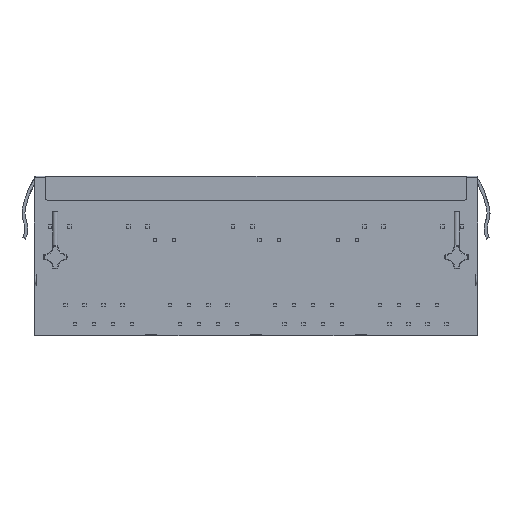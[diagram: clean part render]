
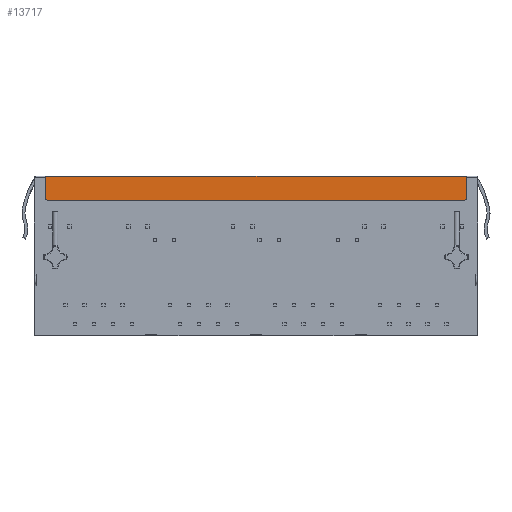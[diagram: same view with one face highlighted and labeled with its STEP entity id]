
A CAD part, front view. The second image highlights one B-rep face of the part: STEP entity #13717.
In plain terms, the highlighted planar face has unit normal (0, -1, 0).
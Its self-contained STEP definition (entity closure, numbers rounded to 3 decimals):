
#883 = CARTESIAN_POINT ( 'NONE',  ( 28., -6.895, 21.1 ) ) ;
#1266 = EDGE_CURVE ( 'NONE', #23125, #11644, #36404, .T. ) ;
#1715 = PLANE ( 'NONE',  #18156 ) ;
#3481 = ORIENTED_EDGE ( 'NONE', *, *, #18586, .T. ) ;
#4701 = DIRECTION ( 'NONE',  ( 1., 0., 0. ) ) ;
#5193 = CARTESIAN_POINT ( 'NONE',  ( 28., -6.895, 18.1 ) ) ;
#5277 = CARTESIAN_POINT ( 'NONE',  ( -28., -6.895, 21.1 ) ) ;
#5284 = DIRECTION ( 'NONE',  ( 0., 1., 0. ) ) ;
#5295 = EDGE_CURVE ( 'NONE', #31790, #23125, #19647, .T. ) ;
#5550 = EDGE_CURVE ( 'NONE', #22013, #31790, #18633, .T. ) ;
#6233 = AXIS2_PLACEMENT_3D ( 'NONE', #14614, #13698, #19666 ) ;
#6644 = CIRCLE ( 'NONE', #18751, 0.2 ) ;
#6912 = CARTESIAN_POINT ( 'NONE',  ( 28., -6.895, 21.1 ) ) ;
#10118 = VECTOR ( 'NONE', #17448, 1000. ) ;
#11644 = VERTEX_POINT ( 'NONE', #16377 ) ;
#11855 = ORIENTED_EDGE ( 'NONE', *, *, #5295, .T. ) ;
#12122 = ORIENTED_EDGE ( 'NONE', *, *, #1266, .T. ) ;
#12322 = DIRECTION ( 'NONE',  ( 0., -1., 0. ) ) ;
#13669 = VERTEX_POINT ( 'NONE', #32628 ) ;
#13698 = DIRECTION ( 'NONE',  ( 0., -1., 0. ) ) ;
#13717 = ADVANCED_FACE ( 'NONE', ( #22850 ), #1715, .F. ) ;
#14614 = CARTESIAN_POINT ( 'NONE',  ( -27.8, -6.895, 18.1 ) ) ;
#15083 = EDGE_CURVE ( 'NONE', #17568, #13669, #24641, .T. ) ;
#16377 = CARTESIAN_POINT ( 'NONE',  ( -28., -6.895, 18.1 ) ) ;
#17448 = DIRECTION ( 'NONE',  ( -1., 0., 0. ) ) ;
#17568 = VERTEX_POINT ( 'NONE', #38831 ) ;
#18156 = AXIS2_PLACEMENT_3D ( 'NONE', #35017, #5284, #4701 ) ;
#18586 = EDGE_CURVE ( 'NONE', #11644, #17568, #35544, .T. ) ;
#18633 = LINE ( 'NONE', #883, #23490 ) ;
#18642 = DIRECTION ( 'NONE',  ( 0., 0., -1. ) ) ;
#18751 = AXIS2_PLACEMENT_3D ( 'NONE', #28616, #12322, #36668 ) ;
#19647 = LINE ( 'NONE', #5277, #10118 ) ;
#19666 = DIRECTION ( 'NONE',  ( 0., 0., 1. ) ) ;
#20115 = VECTOR ( 'NONE', #18642, 1000. ) ;
#22013 = VERTEX_POINT ( 'NONE', #5193 ) ;
#22214 = DIRECTION ( 'NONE',  ( 0., 0., 1. ) ) ;
#22850 = FACE_OUTER_BOUND ( 'NONE', #36291, .T. ) ;
#23125 = VERTEX_POINT ( 'NONE', #32012 ) ;
#23194 = ORIENTED_EDGE ( 'NONE', *, *, #27548, .T. ) ;
#23490 = VECTOR ( 'NONE', #22214, 1000. ) ;
#24641 = LINE ( 'NONE', #33627, #35324 ) ;
#27548 = EDGE_CURVE ( 'NONE', #13669, #22013, #6644, .T. ) ;
#28616 = CARTESIAN_POINT ( 'NONE',  ( 27.8, -6.895, 18.1 ) ) ;
#30628 = DIRECTION ( 'NONE',  ( 1., 0., 0. ) ) ;
#30811 = CARTESIAN_POINT ( 'NONE',  ( -28., -6.895, 21.1 ) ) ;
#31790 = VERTEX_POINT ( 'NONE', #6912 ) ;
#32012 = CARTESIAN_POINT ( 'NONE',  ( -28., -6.895, 21.1 ) ) ;
#32628 = CARTESIAN_POINT ( 'NONE',  ( 27.8, -6.895, 17.9 ) ) ;
#33627 = CARTESIAN_POINT ( 'NONE',  ( -27.8, -6.895, 17.9 ) ) ;
#35017 = CARTESIAN_POINT ( 'NONE',  ( -27.8, -6.895, 18.1 ) ) ;
#35135 = ORIENTED_EDGE ( 'NONE', *, *, #15083, .T. ) ;
#35324 = VECTOR ( 'NONE', #30628, 1000. ) ;
#35374 = ORIENTED_EDGE ( 'NONE', *, *, #5550, .T. ) ;
#35544 = CIRCLE ( 'NONE', #6233, 0.2 ) ;
#36291 = EDGE_LOOP ( 'NONE', ( #12122, #3481, #35135, #23194, #35374, #11855 ) ) ;
#36404 = LINE ( 'NONE', #30811, #20115 ) ;
#36668 = DIRECTION ( 'NONE',  ( 0., 0., -1. ) ) ;
#38831 = CARTESIAN_POINT ( 'NONE',  ( -27.8, -6.895, 17.9 ) ) ;
